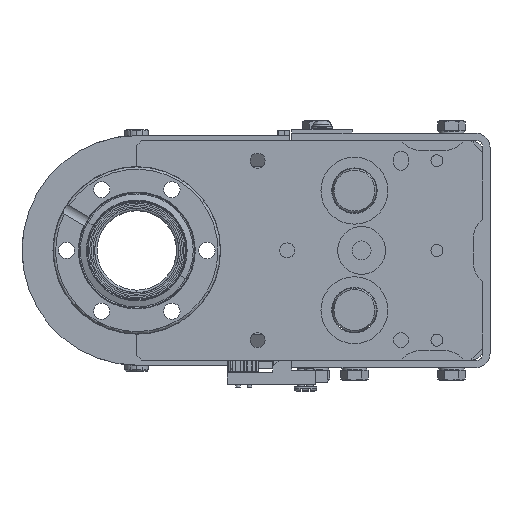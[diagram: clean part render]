
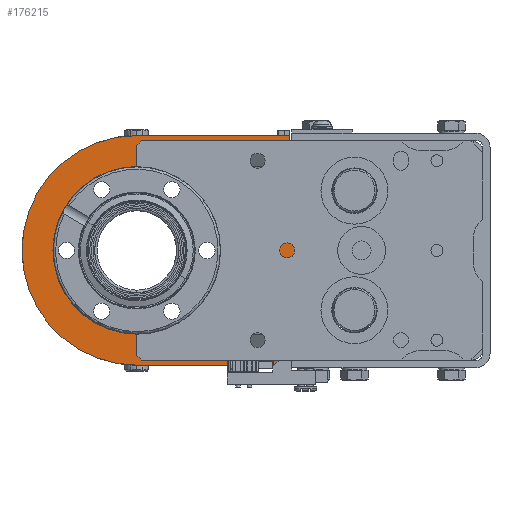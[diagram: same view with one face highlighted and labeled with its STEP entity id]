
A CAD part, front view. The second image highlights one B-rep face of the part: STEP entity #176215.
In plain terms, the highlighted planar face has unit normal (0, -1, 0).
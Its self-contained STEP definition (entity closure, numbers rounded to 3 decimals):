
#28140=DIRECTION('',(-1.,0.,0.));
#28141=VECTOR('',#28140,33.);
#28142=CARTESIAN_POINT('',(64.,631.318,-41.96));
#28143=LINE('',#28142,#28141);
#28156=DIRECTION('',(0.,0.,1.));
#28157=VECTOR('',#28156,6.);
#28158=CARTESIAN_POINT('',(64.,631.318,-47.96));
#28159=LINE('',#28158,#28157);
#28197=DIRECTION('',(1.,0.,0.));
#28198=VECTOR('',#28197,64.);
#28199=CARTESIAN_POINT('',(0.,631.318,-47.96));
#28200=LINE('',#28199,#28198);
#28549=DIRECTION('',(-1.,0.,0.));
#28550=VECTOR('',#28549,64.);
#28551=CARTESIAN_POINT('',(64.,631.318,48.04));
#28552=LINE('',#28551,#28550);
#28604=DIRECTION('',(0.,0.,1.));
#28605=VECTOR('',#28604,6.);
#28606=CARTESIAN_POINT('',(64.,631.318,42.04));
#28607=LINE('',#28606,#28605);
#28624=DIRECTION('',(1.,0.,0.));
#28625=VECTOR('',#28624,33.);
#28626=CARTESIAN_POINT('',(31.,631.318,42.04));
#28627=LINE('',#28626,#28625);
#28632=DIRECTION('',(0.,0.,1.));
#28633=VECTOR('',#28632,70.);
#28634=CARTESIAN_POINT('',(75.,631.318,-34.96));
#28635=LINE('',#28634,#28633);
#28636=DIRECTION('',(0.,0.,1.));
#28637=VECTOR('',#28636,7.);
#28638=CARTESIAN_POINT('',(31.,631.318,-41.96));
#28639=LINE('',#28638,#28637);
#28644=CARTESIAN_POINT('',(0.,631.318,
0.04));
#28645=DIRECTION('',(0.,1.,0.));
#28646=DIRECTION('',(0.,0.,-1.));
#28647=AXIS2_PLACEMENT_3D('',#28644,#28645,#28646);
#28649=CARTESIAN_POINT('',(0.,631.318,
0.04));
#28650=DIRECTION('',(0.,1.,0.));
#28651=DIRECTION('',(-1.,0.,0.));
#28652=AXIS2_PLACEMENT_3D('',#28649,#28650,#28651);
#28654=CARTESIAN_POINT('',(0.,631.318,
0.04));
#28655=DIRECTION('',(0.,-1.,0.));
#28656=DIRECTION('',(1.,0.,0.));
#28657=AXIS2_PLACEMENT_3D('',#28654,#28655,#28656);
#28659=CARTESIAN_POINT('',(0.,631.318,
0.04));
#28660=DIRECTION('',(0.,-1.,0.));
#28661=DIRECTION('',(-1.,0.,0.));
#28662=AXIS2_PLACEMENT_3D('',#28659,#28660,#28661);
#28664=DIRECTION('',(1.,0.,0.));
#28665=VECTOR('',#28664,44.);
#28666=CARTESIAN_POINT('',(31.,631.318,-34.96));
#28667=LINE('',#28666,#28665);
#28672=DIRECTION('',(0.,0.,1.));
#28673=VECTOR('',#28672,7.);
#28674=CARTESIAN_POINT('',(31.,631.318,35.04));
#28675=LINE('',#28674,#28673);
#28688=DIRECTION('',(-1.,0.,0.));
#28689=VECTOR('',#28688,44.);
#28690=CARTESIAN_POINT('',(75.,631.318,35.04));
#28691=LINE('',#28690,#28689);
#109444=CARTESIAN_POINT('',(35.05,631.318,0.04));
#109446=VERTEX_POINT('',#109444);
#109454=CARTESIAN_POINT('',(0.,631.318,48.04));
#109456=VERTEX_POINT('',#109454);
#109459=CARTESIAN_POINT('',(-48.,631.318,0.04));
#109461=VERTEX_POINT('',#109459);
#109467=CARTESIAN_POINT('',(0.,631.318,-47.96));
#109469=VERTEX_POINT('',#109467);
#109472=CARTESIAN_POINT('',(64.,631.318,-47.96));
#109473=CARTESIAN_POINT('',(64.,631.318,-41.96));
#109474=VERTEX_POINT('',#109472);
#109475=VERTEX_POINT('',#109473);
#109476=CARTESIAN_POINT('',(64.,631.318,48.04));
#109477=VERTEX_POINT('',#109476);
#109478=CARTESIAN_POINT('',(64.,631.318,42.04));
#109479=VERTEX_POINT('',#109478);
#109480=CARTESIAN_POINT('',(-35.05,631.318,0.04));
#109481=VERTEX_POINT('',#109480);
#109482=CARTESIAN_POINT('',(31.,631.318,-34.96));
#109483=CARTESIAN_POINT('',(75.,631.318,-34.96));
#109484=VERTEX_POINT('',#109482);
#109485=VERTEX_POINT('',#109483);
#109488=CARTESIAN_POINT('',(75.,631.318,35.04));
#109489=VERTEX_POINT('',#109488);
#109496=CARTESIAN_POINT('',(31.,631.318,-41.96));
#109497=VERTEX_POINT('',#109496);
#109566=CARTESIAN_POINT('',(31.,631.318,42.04));
#109567=VERTEX_POINT('',#109566);
#109568=CARTESIAN_POINT('',(31.,631.318,35.04));
#109569=VERTEX_POINT('',#109568);
#176186=CARTESIAN_POINT('',(13.5,631.318,0.04));
#176187=DIRECTION('',(0.,1.,0.));
#176188=DIRECTION('',(1.,0.,0.));
#176189=AXIS2_PLACEMENT_3D('',#176186,#176187,#176188);
#176190=PLANE('',#176189);
#176192=ORIENTED_EDGE('',*,*,#176191,.F.);
#176193=ORIENTED_EDGE('',*,*,#176178,.F.);
#176194=ORIENTED_EDGE('',*,*,#175557,.F.);
#176195=ORIENTED_EDGE('',*,*,#175578,.F.);
#176196=ORIENTED_EDGE('',*,*,#175622,.F.);
#176197=ORIENTED_EDGE('',*,*,#175982,.T.);
#176198=ORIENTED_EDGE('',*,*,#176004,.T.);
#176199=ORIENTED_EDGE('',*,*,#176063,.F.);
#176200=ORIENTED_EDGE('',*,*,#176126,.F.);
#176201=ORIENTED_EDGE('',*,*,#176144,.F.);
#176203=ORIENTED_EDGE('',*,*,#176202,.F.);
#176205=ORIENTED_EDGE('',*,*,#176204,.F.);
#176206=ORIENTED_EDGE('',*,*,#176160,.F.);
#176207=EDGE_LOOP('',(#176192,#176193,#176194,#176195,#176196,#176197,#176198,
#176199,#176200,#176201,#176203,#176205,#176206));
#176208=FACE_OUTER_BOUND('',#176207,.F.);
#176210=ORIENTED_EDGE('',*,*,#176209,.T.);
#176212=ORIENTED_EDGE('',*,*,#176211,.T.);
#176213=EDGE_LOOP('',(#176210,#176212));
#176214=FACE_BOUND('',#176213,.F.);
#28648=CIRCLE('',#28647,48.);
#28653=CIRCLE('',#28652,48.);
#28658=CIRCLE('',#28657,35.05);
#28663=CIRCLE('',#28662,35.05);
#175557=EDGE_CURVE('',#109475,#109497,#28143,.T.);
#175578=EDGE_CURVE('',#109474,#109475,#28159,.T.);
#175622=EDGE_CURVE('',#109469,#109474,#28200,.T.);
#175982=EDGE_CURVE('',#109469,#109461,#28648,.T.);
#176004=EDGE_CURVE('',#109461,#109456,#28653,.T.);
#176063=EDGE_CURVE('',#109477,#109456,#28552,.T.);
#176126=EDGE_CURVE('',#109479,#109477,#28607,.T.);
#176144=EDGE_CURVE('',#109567,#109479,#28627,.T.);
#176160=EDGE_CURVE('',#109485,#109489,#28635,.T.);
#176178=EDGE_CURVE('',#109497,#109484,#28639,.T.);
#176191=EDGE_CURVE('',#109484,#109485,#28667,.T.);
#176202=EDGE_CURVE('',#109569,#109567,#28675,.T.);
#176204=EDGE_CURVE('',#109489,#109569,#28691,.T.);
#176209=EDGE_CURVE('',#109446,#109481,#28658,.T.);
#176211=EDGE_CURVE('',#109481,#109446,#28663,.T.);
#176215=ADVANCED_FACE('',(#176208,#176214),#176190,.F.);
